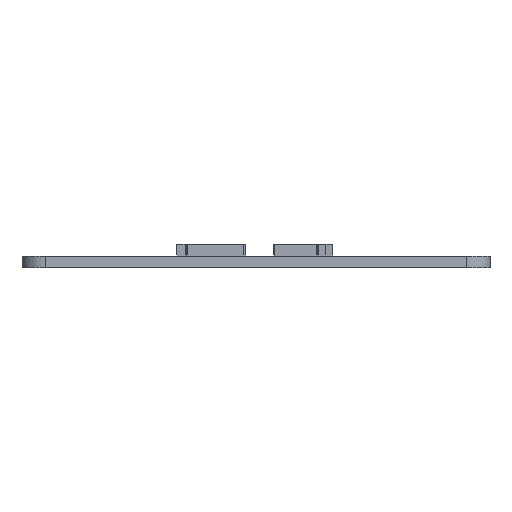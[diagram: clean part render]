
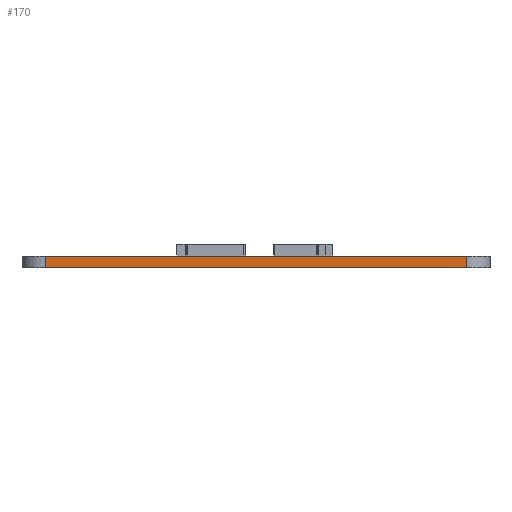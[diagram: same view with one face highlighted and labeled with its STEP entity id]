
A CAD part, left-side view. The second image highlights one B-rep face of the part: STEP entity #170.
In plain terms, the highlighted planar face has unit normal (-1, 0, 0).
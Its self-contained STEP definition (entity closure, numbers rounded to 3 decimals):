
#170=ADVANCED_FACE('',(#4877),#4879,.T.);
#4877=FACE_BOUND('',#4878,.T.);
#4878=EDGE_LOOP('',(#8504,#8505,#8506,#8507));
#4879=PLANE('',#4880);
#4880=AXIS2_PLACEMENT_3D('',#4881,#4882,#4883);
#4881=CARTESIAN_POINT('',(-30.,20.,0.));
#4882=DIRECTION('',(-1.,0.,0.));
#4883=DIRECTION('',(0.,-1.,0.));
#8504=ORIENTED_EDGE('',*,*,#12433,.F.);
#8505=ORIENTED_EDGE('',*,*,#12062,.T.);
#8506=ORIENTED_EDGE('',*,*,#12439,.T.);
#8507=ORIENTED_EDGE('',*,*,#12068,.F.);
#12062=EDGE_CURVE('',#13516,#13528,#13530,.T.);
#12068=EDGE_CURVE('',#13539,#13542,#13543,.T.);
#12433=EDGE_CURVE('',#13516,#13539,#14270,.T.);
#12439=EDGE_CURVE('',#13528,#13542,#14276,.T.);
#13516=VERTEX_POINT('',#15952);
#13528=VERTEX_POINT('',#15979);
#13530=LINE('',#15984,#15985);
#13539=VERTEX_POINT('',#16007);
#13542=VERTEX_POINT('',#16013);
#13543=LINE('',#16014,#16015);
#14270=LINE('',#17478,#17479);
#14276=LINE('',#17496,#17497);
#15952=CARTESIAN_POINT('',(-30.,18.,0.));
#15979=CARTESIAN_POINT('',(-30.,-18.,0.));
#15984=CARTESIAN_POINT('',(-30.,18.,0.));
#15985=VECTOR('',#15986,1.);
#15986=DIRECTION('',(0.,-1.,0.));
#16007=CARTESIAN_POINT('',(-30.,18.,1.));
#16013=CARTESIAN_POINT('',(-30.,-18.,1.));
#16014=CARTESIAN_POINT('',(-30.,18.,1.));
#16015=VECTOR('',#16016,1.);
#16016=DIRECTION('',(0.,-1.,0.));
#17478=CARTESIAN_POINT('',(-30.,18.,0.));
#17479=VECTOR('',#17480,1.);
#17480=DIRECTION('',(0.,0.,1.));
#17496=CARTESIAN_POINT('',(-30.,-18.,0.));
#17497=VECTOR('',#17498,1.);
#17498=DIRECTION('',(0.,0.,1.));
